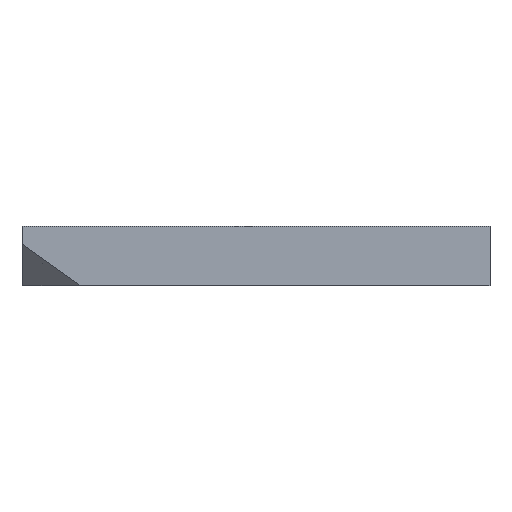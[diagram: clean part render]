
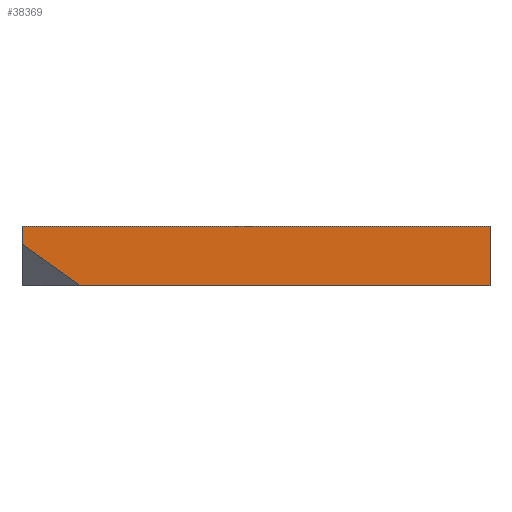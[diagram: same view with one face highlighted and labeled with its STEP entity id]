
A CAD part, left-side view. The second image highlights one B-rep face of the part: STEP entity #38369.
In plain terms, the highlighted planar face has unit normal (-1, 0, 0).
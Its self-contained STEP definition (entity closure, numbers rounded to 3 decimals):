
#95 = PLANE('',#96);
#96 = AXIS2_PLACEMENT_3D('',#97,#98,#99);
#97 = CARTESIAN_POINT('',(-1.04,-1.379,0.));
#98 = DIRECTION('',(-0.,-0.,-1.));
#99 = DIRECTION('',(-1.,0.,0.));
#12935 = PLANE('',#12936);
#12936 = AXIS2_PLACEMENT_3D('',#12937,#12938,#12939);
#12937 = CARTESIAN_POINT('',(-31.091,24.825,
    16.001));
#12938 = DIRECTION('',(0.,0.,1.));
#12939 = DIRECTION('',(1.,0.,0.));
#18340 = PLANE('',#18341);
#18341 = AXIS2_PLACEMENT_3D('',#18342,#18343,#18344);
#18342 = CARTESIAN_POINT('',(-4.03,-62.746,
    4.364));
#18343 = DIRECTION('',(0.,-1.,0.));
#18344 = DIRECTION('',(0.,0.,-1.));
#24296 = PLANE('',#24297);
#24297 = AXIS2_PLACEMENT_3D('',#24298,#24299,#24300);
#24298 = CARTESIAN_POINT('',(-0.059,62.746,
    8.405));
#24299 = DIRECTION('',(0.,1.,0.));
#24300 = DIRECTION('',(0.,0.,1.));
#24613 = VERTEX_POINT('',#24614);
#24614 = CARTESIAN_POINT('',(-55.99,62.746,
    16.001));
#24635 = EDGE_CURVE('',#24636,#24613,#24638,.T.);
#24636 = VERTEX_POINT('',#24637);
#24637 = CARTESIAN_POINT('',(-55.99,-62.746,
    16.001));
#24638 = SURFACE_CURVE('',#24639,(#24643,#24650),.PCURVE_S1.);
#24639 = LINE('',#24640,#24641);
#24640 = CARTESIAN_POINT('',(-55.99,57.344,
    16.001));
#24641 = VECTOR('',#24642,1.);
#24642 = DIRECTION('',(0.,1.,0.));
#24643 = PCURVE('',#12935,#24644);
#24644 = DEFINITIONAL_REPRESENTATION('',(#24645),#24649);
#24645 = LINE('',#24646,#24647);
#24646 = CARTESIAN_POINT('',(-24.899,32.519));
#24647 = VECTOR('',#24648,1.);
#24648 = DIRECTION('',(0.,1.));
#24649 = ( GEOMETRIC_REPRESENTATION_CONTEXT(2) 
PARAMETRIC_REPRESENTATION_CONTEXT() REPRESENTATION_CONTEXT('2D SPACE',''
  ) );
#24650 = PCURVE('',#24651,#24656);
#24651 = PLANE('',#24652);
#24652 = AXIS2_PLACEMENT_3D('',#24653,#24654,#24655);
#24653 = CARTESIAN_POINT('',(-55.99,-1.833,
    8.386));
#24654 = DIRECTION('',(-1.,-0.,-0.));
#24655 = DIRECTION('',(0.,0.,-1.));
#24656 = DEFINITIONAL_REPRESENTATION('',(#24657),#24661);
#24657 = LINE('',#24658,#24659);
#24658 = CARTESIAN_POINT('',(-7.615,-59.177));
#24659 = VECTOR('',#24660,1.);
#24660 = DIRECTION('',(0.,-1.));
#24661 = ( GEOMETRIC_REPRESENTATION_CONTEXT(2) 
PARAMETRIC_REPRESENTATION_CONTEXT() REPRESENTATION_CONTEXT('2D SPACE',''
  ) );
#32648 = EDGE_CURVE('',#32649,#24636,#32651,.T.);
#32649 = VERTEX_POINT('',#32650);
#32650 = CARTESIAN_POINT('',(-55.99,-62.746,0.));
#32651 = SURFACE_CURVE('',#32652,(#32656,#32663),.PCURVE_S1.);
#32652 = LINE('',#32653,#32654);
#32653 = CARTESIAN_POINT('',(-55.99,-62.746,0.));
#32654 = VECTOR('',#32655,1.);
#32655 = DIRECTION('',(0.,0.,1.));
#32656 = PCURVE('',#18340,#32657);
#32657 = DEFINITIONAL_REPRESENTATION('',(#32658),#32662);
#32658 = LINE('',#32659,#32660);
#32659 = CARTESIAN_POINT('',(4.364,-51.96));
#32660 = VECTOR('',#32661,1.);
#32661 = DIRECTION('',(-1.,0.));
#32662 = ( GEOMETRIC_REPRESENTATION_CONTEXT(2) 
PARAMETRIC_REPRESENTATION_CONTEXT() REPRESENTATION_CONTEXT('2D SPACE',''
  ) );
#32663 = PCURVE('',#24651,#32664);
#32664 = DEFINITIONAL_REPRESENTATION('',(#32665),#32669);
#32665 = LINE('',#32666,#32667);
#32666 = CARTESIAN_POINT('',(8.386,60.913));
#32667 = VECTOR('',#32668,1.);
#32668 = DIRECTION('',(-1.,0.));
#32669 = ( GEOMETRIC_REPRESENTATION_CONTEXT(2) 
PARAMETRIC_REPRESENTATION_CONTEXT() REPRESENTATION_CONTEXT('2D SPACE',''
  ) );
#38369 = ADVANCED_FACE('',(#38370),#24651,.T.);
#38370 = FACE_BOUND('',#38371,.T.);
#38371 = EDGE_LOOP('',(#38372,#38373,#38374,#38397,#38424));
#38372 = ORIENTED_EDGE('',*,*,#32648,.T.);
#38373 = ORIENTED_EDGE('',*,*,#24635,.T.);
#38374 = ORIENTED_EDGE('',*,*,#38375,.T.);
#38375 = EDGE_CURVE('',#24613,#38376,#38378,.T.);
#38376 = VERTEX_POINT('',#38377);
#38377 = CARTESIAN_POINT('',(-55.99,62.746,
    11.143));
#38378 = SURFACE_CURVE('',#38379,(#38383,#38390),.PCURVE_S1.);
#38379 = LINE('',#38380,#38381);
#38380 = CARTESIAN_POINT('',(-55.99,62.746,
    16.001));
#38381 = VECTOR('',#38382,1.);
#38382 = DIRECTION('',(0.,0.,-1.));
#38383 = PCURVE('',#24651,#38384);
#38384 = DEFINITIONAL_REPRESENTATION('',(#38385),#38389);
#38385 = LINE('',#38386,#38387);
#38386 = CARTESIAN_POINT('',(-7.615,-64.579));
#38387 = VECTOR('',#38388,1.);
#38388 = DIRECTION('',(1.,0.));
#38389 = ( GEOMETRIC_REPRESENTATION_CONTEXT(2) 
PARAMETRIC_REPRESENTATION_CONTEXT() REPRESENTATION_CONTEXT('2D SPACE',''
  ) );
#38390 = PCURVE('',#24296,#38391);
#38391 = DEFINITIONAL_REPRESENTATION('',(#38392),#38396);
#38392 = LINE('',#38393,#38394);
#38393 = CARTESIAN_POINT('',(7.596,-55.931));
#38394 = VECTOR('',#38395,1.);
#38395 = DIRECTION('',(-1.,0.));
#38396 = ( GEOMETRIC_REPRESENTATION_CONTEXT(2) 
PARAMETRIC_REPRESENTATION_CONTEXT() REPRESENTATION_CONTEXT('2D SPACE',''
  ) );
#38397 = ORIENTED_EDGE('',*,*,#38398,.T.);
#38398 = EDGE_CURVE('',#38376,#38399,#38401,.T.);
#38399 = VERTEX_POINT('',#38400);
#38400 = CARTESIAN_POINT('',(-55.99,46.99,0.));
#38401 = SURFACE_CURVE('',#38402,(#38406,#38413),.PCURVE_S1.);
#38402 = LINE('',#38403,#38404);
#38403 = CARTESIAN_POINT('',(-55.99,62.746,
    11.143));
#38404 = VECTOR('',#38405,1.);
#38405 = DIRECTION('',(0.,-0.816,-0.577));
#38406 = PCURVE('',#24651,#38407);
#38407 = DEFINITIONAL_REPRESENTATION('',(#38408),#38412);
#38408 = LINE('',#38409,#38410);
#38409 = CARTESIAN_POINT('',(-2.757,-64.579));
#38410 = VECTOR('',#38411,1.);
#38411 = DIRECTION('',(0.577,0.816));
#38412 = ( GEOMETRIC_REPRESENTATION_CONTEXT(2) 
PARAMETRIC_REPRESENTATION_CONTEXT() REPRESENTATION_CONTEXT('2D SPACE',''
  ) );
#38413 = PCURVE('',#38414,#38419);
#38414 = PLANE('',#38415);
#38415 = AXIS2_PLACEMENT_3D('',#38416,#38417,#38418);
#38416 = CARTESIAN_POINT('',(-50.608,57.365,
    3.532));
#38417 = DIRECTION('',(-0.5,0.5,-0.707));
#38418 = DIRECTION('',(0.,-0.816,
    -0.577));
#38419 = DEFINITIONAL_REPRESENTATION('',(#38420),#38423);
#38420 = B_SPLINE_CURVE_WITH_KNOTS('',1,(#38421,#38422),.UNSPECIFIED.,
  .F.,.F.,(2,2),(0.,19.298),.PIECEWISE_BEZIER_KNOTS.);
#38421 = CARTESIAN_POINT('',(-8.788,6.214));
#38422 = CARTESIAN_POINT('',(10.511,6.214));
#38423 = ( GEOMETRIC_REPRESENTATION_CONTEXT(2) 
PARAMETRIC_REPRESENTATION_CONTEXT() REPRESENTATION_CONTEXT('2D SPACE',''
  ) );
#38424 = ORIENTED_EDGE('',*,*,#38425,.T.);
#38425 = EDGE_CURVE('',#38399,#32649,#38426,.T.);
#38426 = SURFACE_CURVE('',#38427,(#38431,#38438),.PCURVE_S1.);
#38427 = LINE('',#38428,#38429);
#38428 = CARTESIAN_POINT('',(-55.99,-40.129,0.));
#38429 = VECTOR('',#38430,1.);
#38430 = DIRECTION('',(0.,-1.,0.));
#38431 = PCURVE('',#24651,#38432);
#38432 = DEFINITIONAL_REPRESENTATION('',(#38433),#38437);
#38433 = LINE('',#38434,#38435);
#38434 = CARTESIAN_POINT('',(8.386,38.296));
#38435 = VECTOR('',#38436,1.);
#38436 = DIRECTION('',(0.,1.));
#38437 = ( GEOMETRIC_REPRESENTATION_CONTEXT(2) 
PARAMETRIC_REPRESENTATION_CONTEXT() REPRESENTATION_CONTEXT('2D SPACE',''
  ) );
#38438 = PCURVE('',#95,#38439);
#38439 = DEFINITIONAL_REPRESENTATION('',(#38440),#38444);
#38440 = LINE('',#38441,#38442);
#38441 = CARTESIAN_POINT('',(54.95,-38.75));
#38442 = VECTOR('',#38443,1.);
#38443 = DIRECTION('',(0.,-1.));
#38444 = ( GEOMETRIC_REPRESENTATION_CONTEXT(2) 
PARAMETRIC_REPRESENTATION_CONTEXT() REPRESENTATION_CONTEXT('2D SPACE',''
  ) );
